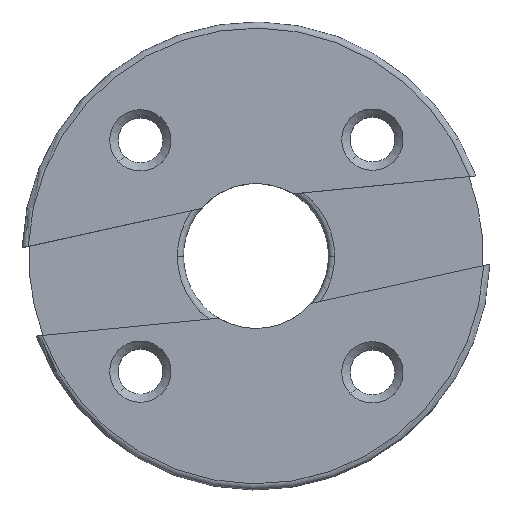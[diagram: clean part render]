
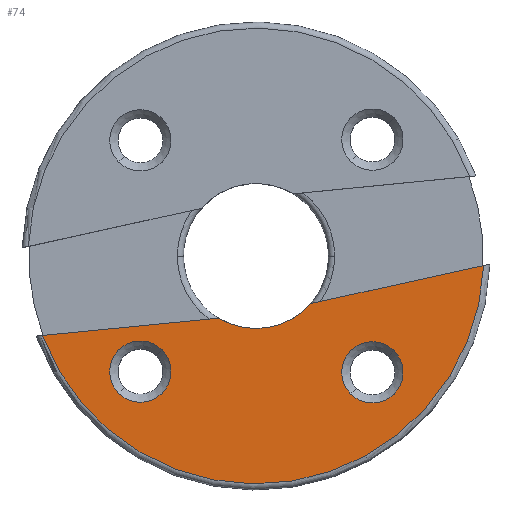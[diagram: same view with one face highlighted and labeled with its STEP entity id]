
A CAD part, top view. The second image highlights one B-rep face of the part: STEP entity #74.
In plain terms, the highlighted planar face has unit normal (0, 0, 1).
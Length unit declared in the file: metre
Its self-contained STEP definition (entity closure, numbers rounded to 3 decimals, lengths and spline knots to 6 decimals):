
#74=ADVANCED_FACE('0:386',(#143,#144,#145),#146,.F.);
#143=FACE_OUTER_BOUND('',#227,.T.);
#144=FACE_BOUND('',#228,.T.);
#145=FACE_BOUND('',#229,.T.);
#146=PLANE('',#230);
#227=EDGE_LOOP('',(#459,#460,#461,#462));
#228=EDGE_LOOP('',(#463,#464));
#229=EDGE_LOOP('',(#465,#466));
#230=AXIS2_PLACEMENT_3D('',#467,#468,#469);
#459=ORIENTED_EDGE('',*,*,#574,.F.);
#460=ORIENTED_EDGE('',*,*,#662,.T.);
#461=ORIENTED_EDGE('',*,*,#591,.T.);
#462=ORIENTED_EDGE('',*,*,#647,.T.);
#463=ORIENTED_EDGE('',*,*,#611,.F.);
#464=ORIENTED_EDGE('',*,*,#663,.F.);
#465=ORIENTED_EDGE('',*,*,#625,.F.);
#466=ORIENTED_EDGE('',*,*,#664,.F.);
#467=CARTESIAN_POINT('',(-0.031183,-0.064129,0.015009));
#468=DIRECTION('',(0.,0.,-1.0));
#469=DIRECTION('',(-1.0,0.,0.));
#574=EDGE_CURVE('0:449',#676,#678,#679,.T.);
#591=EDGE_CURVE('0:539',#711,#709,#712,.F.);
#611=EDGE_CURVE('0:542',#747,#745,#749,.F.);
#625=EDGE_CURVE('0:545',#773,#771,#775,.T.);
#647=EDGE_CURVE('0:485',#709,#678,#810,.F.);
#662=EDGE_CURVE('0:536',#676,#711,#827,.F.);
#663=EDGE_CURVE('0:542',#745,#747,#828,.F.);
#664=EDGE_CURVE('0:545',#771,#773,#829,.T.);
#676=VERTEX_POINT('',#842);
#678=VERTEX_POINT('',#859);
#679=CIRCLE('',#860,0.011154);
#709=VERTEX_POINT('',#952);
#711=VERTEX_POINT('',#955);
#712=CIRCLE('',#956,0.00355);
#745=VERTEX_POINT('',#1011);
#747=VERTEX_POINT('',#1014);
#749=CIRCLE('',#1017,0.0015);
#771=VERTEX_POINT('',#1045);
#773=VERTEX_POINT('',#1048);
#775=CIRCLE('',#1051,0.0015);
#810=LINE('',#1139,#1140);
#827=LINE('',#1176,#1177);
#828=CIRCLE('',#1178,0.0015);
#829=CIRCLE('',#1179,0.0015);
#842=CARTESIAN_POINT('',(-0.020039,-0.064594,0.015009));
#859=CARTESIAN_POINT('',(-0.041637,-0.068015,0.015009));
#860=AXIS2_PLACEMENT_3D('',#1208,#1209,#1210);
#952=CARTESIAN_POINT('',(-0.033009,-0.06717,0.015009));
#955=CARTESIAN_POINT('',(-0.028505,-0.066456,0.015009));
#956=AXIS2_PLACEMENT_3D('',#1241,#1242,#1243);
#1011=CARTESIAN_POINT('',(-0.03578,-0.068723,0.015009));
#1014=CARTESIAN_POINT('',(-0.037902,-0.070845,0.015009));
#1017=AXIS2_PLACEMENT_3D('',#1280,#1281,#1282);
#1045=CARTESIAN_POINT('',(-0.024425,-0.068762,0.015009));
#1048=CARTESIAN_POINT('',(-0.026546,-0.070884,0.015009));
#1051=AXIS2_PLACEMENT_3D('',#1306,#1307,#1308);
#1139=CARTESIAN_POINT('',(-0.034715,-0.067337,0.015009));
#1140=VECTOR('',#1338,1.0);
#1176=CARTESIAN_POINT('',(-0.026832,-0.066088,0.015009));
#1177=VECTOR('',#1370,1.0);
#1178=AXIS2_PLACEMENT_3D('',#1371,#1372,#1373);
#1179=AXIS2_PLACEMENT_3D('',#1374,#1375,#1376);
#1208=CARTESIAN_POINT('',(-0.031183,-0.064126,0.015009));
#1209=DIRECTION('',(0.,0.,-1.0));
#1210=DIRECTION('',(0.156,-0.988,0.));
#1241=CARTESIAN_POINT('',(-0.031183,-0.064126,0.015009));
#1242=DIRECTION('',(0.,0.,1.0));
#1243=DIRECTION('',(0.588,0.809,0.));
#1280=CARTESIAN_POINT('',(-0.036841,-0.069784,0.015009));
#1281=DIRECTION('',(0.,0.,-1.0));
#1282=DIRECTION('',(0.707,0.707,0.));
#1306=CARTESIAN_POINT('',(-0.025486,-0.069823,0.015009));
#1307=DIRECTION('',(0.,0.,1.0));
#1308=DIRECTION('',(0.707,0.707,0.));
#1338=DIRECTION('',(0.995,0.098,0.));
#1370=DIRECTION('',(0.977,0.215,0.));
#1371=CARTESIAN_POINT('',(-0.036841,-0.069784,0.015009));
#1372=DIRECTION('',(0.,0.,-1.0));
#1373=DIRECTION('',(0.707,0.707,0.));
#1374=CARTESIAN_POINT('',(-0.025486,-0.069823,0.015009));
#1375=DIRECTION('',(0.,0.,1.0));
#1376=DIRECTION('',(0.707,0.707,0.));
